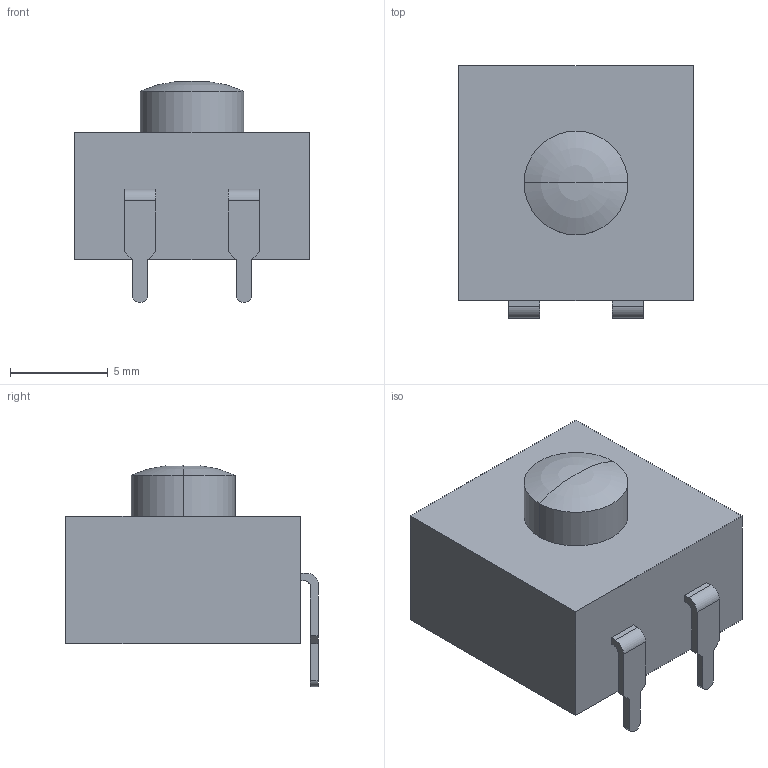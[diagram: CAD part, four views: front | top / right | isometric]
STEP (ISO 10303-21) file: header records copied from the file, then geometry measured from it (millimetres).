
FILE_DESCRIPTION (( 'STEP AP214' ), '1' );
FILE_NAME ('C866DF87-7F3D-41E0-B162-A2C3F671117D.STEP', '2024-06-28T02:58:57', ( '' ), ( '' ), 'SwSTEP 2.0', 'SolidWorks 2022', '' );
FILE_SCHEMA (( 'AUTOMOTIVE_DESIGN' ));
Length unit declared in the file: millimetre
Products named in the file (1): C866DF87-7F3D-41E0-B162-A2C3F671117D
Bounding box: 12 x 12.9 x 11.3 mm (x, y, z)
Volume: 994.8 mm3; surface area: 676.3 mm2
Topology: 1 solids, 1 shells, 36 faces, 94 edges, 61 vertices
Faces by surface type: plane 26, cylinder 8, torus 2
Entity records: 1296 total; most frequent: CARTESIAN_POINT 190, ORIENTED_EDGE 184, DIRECTION 184, EDGE_CURVE 92, LINE 74, VECTOR 74, VERTEX_POINT 61, AXIS2_PLACEMENT_3D 55
